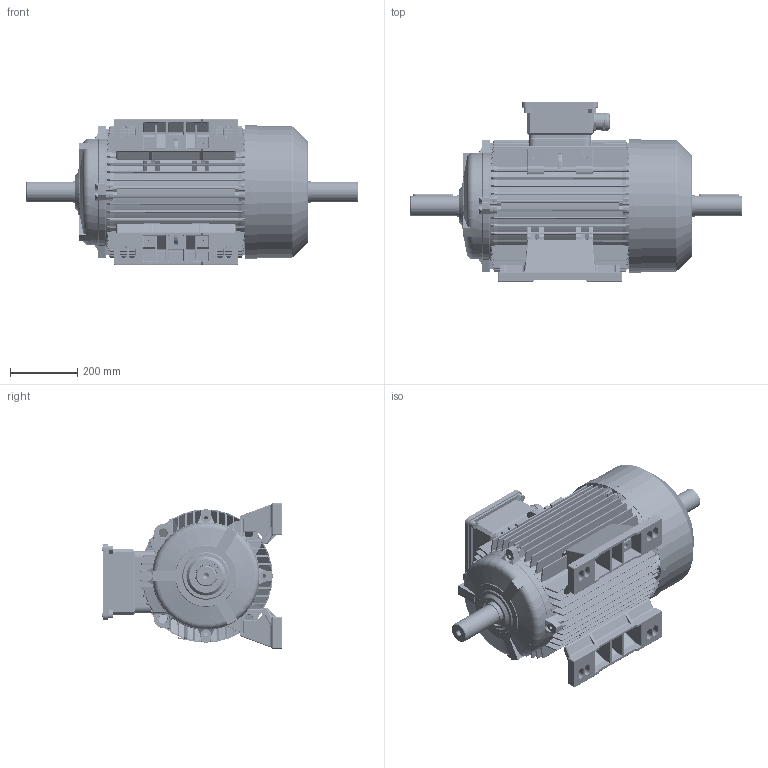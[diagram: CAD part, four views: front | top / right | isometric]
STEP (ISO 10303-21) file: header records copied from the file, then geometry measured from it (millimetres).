
FILE_DESCRIPTION (( 'STEP AP214' ), '1' );
FILE_NAME ('CA225 SMT-B3-IC411-4-6-8 POLES-TB TOP-DOUBLE SHAFT.STEP', '2024-09-23T09:28:45', ( '' ), ( '' ), 'SwSTEP 2.0', 'SolidWorks 2024', '' );
FILE_SCHEMA (( 'AUTOMOTIVE_DESIGN' ));
Length unit declared in the file: millimetre
Products named in the file (20): Coprimorsettiera  225T-250T; Piede 225T; Guarnizione scatola-motore 225-250T; PRESSACAVO M50; Scatola morsetti 225T-250T; Ventola 225T-diam.330-7Pale-4Poli; Copriventola  200-225T h.185; Tappo M50; Carcassa 225T-B3-B5_Per Altezza pacco 250; Albero 225T di serie ventilato; Piastra porta targa singola; Targhetta motore_LAMIERA ALLUMINIO; Guarnizione scatola-coperchio 225T-250T; Scudo serie C225T ant. e post._Grezzo; Radial Ball Bearing_68_SKF_SKF - 6313 - 10,DE,AC,10_68; Coperchio scatola morsetti 225T-250T; socket head cap screw_iso_ISO 4762 M6 x 25 --- 25C; CA225 SMT-B3-IC411-4-6-8 POLES-TB TOP-DOUBLE SHAFT; Seeger da 65E; 18x11x120
Assembly tree (27 placements, depth 3):
  CA225 SMT-B3-IC411-4-6-8 POLES-TB TOP-DOUBLE SHAFT
    Albero 225T di serie ventilato  x2
    Radial Ball Bearing_68_SKF_SKF - 6313 - 10,DE,AC,10_68  x2
    Seeger da 65E
    18x11x120  x2
    Scudo serie C225T ant. e post._Grezzo  x2
    Piede 225T  x2
    Ventola 225T-diam.330-7Pale-4Poli
    Copriventola  200-225T h.185
    Piastra porta targa singola
    Targhetta motore_LAMIERA ALLUMINIO
    Carcassa 225T-B3-B5_Per Altezza pacco 250
    Coprimorsettiera  225T-250T
      Scatola morsetti 225T-250T
      Guarnizione scatola-coperchio 225T-250T
      Guarnizione scatola-motore 225-250T
      Coperchio scatola morsetti 225T-250T
      socket head cap screw_iso_ISO 4762 M6 x 25 --- 25C  x4
      Tappo M50
      PRESSACAVO M50
Bounding box: 985 x 533 x 432 mm (x, y, z)
Volume: 20954162.4 mm3; surface area: 4959179 mm2
Topology: 26 solids, 27 shells, 9043 faces, 23807 edges, 14680 vertices
Faces by surface type: plane 3615, cylinder 2382, bspline 1217, torus 1000, cone 466, sphere 363
Entity records: 269393 total; most frequent: CARTESIAN_POINT 88910, ORIENTED_EDGE 39450, DIRECTION 34648, EDGE_CURVE 19725, VERTEX_POINT 12342, AXIS2_PLACEMENT_3D 11792, LINE 11064, VECTOR 11064
